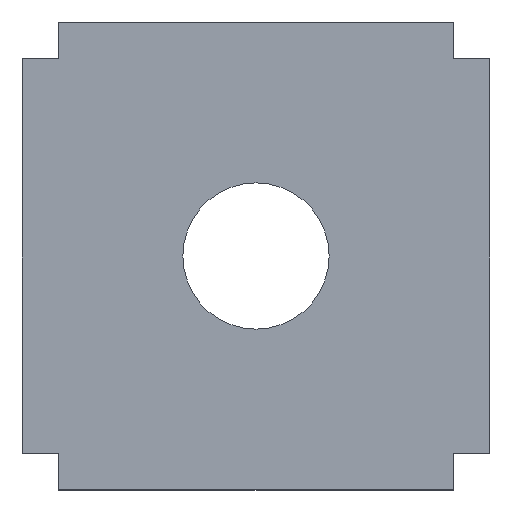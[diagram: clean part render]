
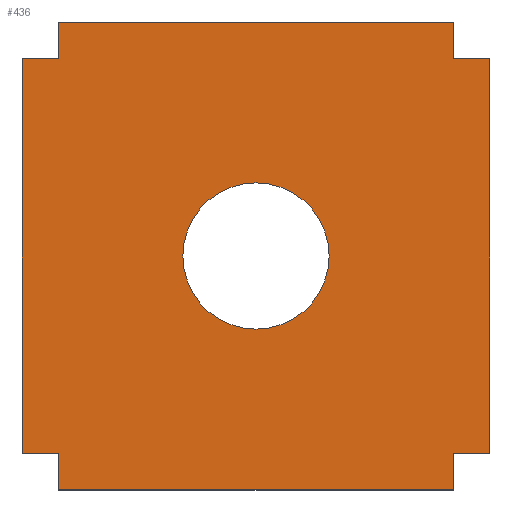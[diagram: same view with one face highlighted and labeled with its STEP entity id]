
A CAD part, top view. The second image highlights one B-rep face of the part: STEP entity #436.
In plain terms, the highlighted planar face has unit normal (0, 0, 1).
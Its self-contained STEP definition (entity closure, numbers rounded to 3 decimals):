
#7 = CARTESIAN_POINT ( 'NONE',  ( 40.5, -48., 1. ) ) ;
#11 = VERTEX_POINT ( 'NONE', #153 ) ;
#12 = EDGE_CURVE ( 'NONE', #237, #11, #448, .T. ) ;
#18 = CARTESIAN_POINT ( 'NONE',  ( 48., -40.5, 1. ) ) ;
#22 = LINE ( 'NONE', #472, #123 ) ;
#23 = ORIENTED_EDGE ( 'NONE', *, *, #314, .T. ) ;
#26 = DIRECTION ( 'NONE',  ( 1., 0., 0. ) ) ;
#28 = ORIENTED_EDGE ( 'NONE', *, *, #80, .T. ) ;
#35 = DIRECTION ( 'NONE',  ( -1., 0., 0. ) ) ;
#41 = ORIENTED_EDGE ( 'NONE', *, *, #239, .T. ) ;
#46 = AXIS2_PLACEMENT_3D ( 'NONE', #87, #568, #35 ) ;
#53 = EDGE_CURVE ( 'NONE', #98, #515, #114, .T. ) ;
#57 = LINE ( 'NONE', #128, #549 ) ;
#60 = DIRECTION ( 'NONE',  ( 1., 0., 0. ) ) ;
#61 = VERTEX_POINT ( 'NONE', #100 ) ;
#66 = ORIENTED_EDGE ( 'NONE', *, *, #536, .T. ) ;
#78 = VERTEX_POINT ( 'NONE', #325 ) ;
#79 = CARTESIAN_POINT ( 'NONE',  ( -40.5, 40.5, 1. ) ) ;
#80 = EDGE_CURVE ( 'NONE', #296, #198, #168, .T. ) ;
#87 = CARTESIAN_POINT ( 'NONE',  ( 0., 0., 1. ) ) ;
#89 = DIRECTION ( 'NONE',  ( 0., 1., 0. ) ) ;
#93 = ORIENTED_EDGE ( 'NONE', *, *, #269, .T. ) ;
#98 = VERTEX_POINT ( 'NONE', #319 ) ;
#100 = CARTESIAN_POINT ( 'NONE',  ( -48., -40.5, 1. ) ) ;
#110 = VECTOR ( 'NONE', #434, 1000. ) ;
#114 = LINE ( 'NONE', #7, #264 ) ;
#117 = LINE ( 'NONE', #341, #144 ) ;
#118 = ORIENTED_EDGE ( 'NONE', *, *, #562, .T. ) ;
#119 = ORIENTED_EDGE ( 'NONE', *, *, #442, .T. ) ;
#122 = LINE ( 'NONE', #227, #110 ) ;
#123 = VECTOR ( 'NONE', #216, 1000. ) ;
#127 = EDGE_CURVE ( 'NONE', #483, #61, #315, .T. ) ;
#128 = CARTESIAN_POINT ( 'NONE',  ( 40.5, 48., 1. ) ) ;
#130 = CARTESIAN_POINT ( 'NONE',  ( 0., 0., 1. ) ) ;
#144 = VECTOR ( 'NONE', #266, 1000. ) ;
#153 = CARTESIAN_POINT ( 'NONE',  ( 15., 0., 1. ) ) ;
#158 = ORIENTED_EDGE ( 'NONE', *, *, #53, .T. ) ;
#159 = DIRECTION ( 'NONE',  ( 1., 0., 0. ) ) ;
#168 = LINE ( 'NONE', #500, #255 ) ;
#178 = CARTESIAN_POINT ( 'NONE',  ( 40.5, -48., 1. ) ) ;
#185 = DIRECTION ( 'NONE',  ( -1., 0., 0. ) ) ;
#197 = DIRECTION ( 'NONE',  ( 0., -1., 0. ) ) ;
#198 = VERTEX_POINT ( 'NONE', #18 ) ;
#199 = ORIENTED_EDGE ( 'NONE', *, *, #127, .T. ) ;
#203 = ORIENTED_EDGE ( 'NONE', *, *, #544, .F. ) ;
#206 = CARTESIAN_POINT ( 'NONE',  ( -40.5, -40.5, 1. ) ) ;
#209 = CARTESIAN_POINT ( 'NONE',  ( -15., 0., 1. ) ) ;
#216 = DIRECTION ( 'NONE',  ( -1., 0., 0. ) ) ;
#218 = DIRECTION ( 'NONE',  ( -1., 0., 0. ) ) ;
#227 = CARTESIAN_POINT ( 'NONE',  ( 40.5, -40.5, 1. ) ) ;
#228 = CARTESIAN_POINT ( 'NONE',  ( 48., 40.5, 1. ) ) ;
#237 = VERTEX_POINT ( 'NONE', #209 ) ;
#239 = EDGE_CURVE ( 'NONE', #78, #98, #117, .T. ) ;
#249 = ORIENTED_EDGE ( 'NONE', *, *, #449, .T. ) ;
#252 = CARTESIAN_POINT ( 'NONE',  ( -48., 40.5, 1. ) ) ;
#254 = VECTOR ( 'NONE', #185, 1000. ) ;
#255 = VECTOR ( 'NONE', #159, 1000. ) ;
#257 = ORIENTED_EDGE ( 'NONE', *, *, #558, .T. ) ;
#264 = VECTOR ( 'NONE', #366, 1000. ) ;
#266 = DIRECTION ( 'NONE',  ( 0., -1., 0. ) ) ;
#269 = EDGE_CURVE ( 'NONE', #440, #573, #22, .T. ) ;
#271 = LINE ( 'NONE', #404, #254 ) ;
#276 = DIRECTION ( 'NONE',  ( 0., 0., 1. ) ) ;
#280 = ORIENTED_EDGE ( 'NONE', *, *, #12, .F. ) ;
#295 = FACE_OUTER_BOUND ( 'NONE', #557, .T. ) ;
#296 = VERTEX_POINT ( 'NONE', #351 ) ;
#308 = LINE ( 'NONE', #353, #329 ) ;
#314 = EDGE_CURVE ( 'NONE', #198, #546, #372, .T. ) ;
#315 = LINE ( 'NONE', #455, #343 ) ;
#319 = CARTESIAN_POINT ( 'NONE',  ( -40.5, -48., 1. ) ) ;
#325 = CARTESIAN_POINT ( 'NONE',  ( -40.5, -40.5, 1. ) ) ;
#329 = VECTOR ( 'NONE', #218, 1000. ) ;
#341 = CARTESIAN_POINT ( 'NONE',  ( -40.5, -48., 1. ) ) ;
#342 = FACE_BOUND ( 'NONE', #354, .T. ) ;
#343 = VECTOR ( 'NONE', #197, 1000. ) ;
#351 = CARTESIAN_POINT ( 'NONE',  ( 40.5, -40.5, 1. ) ) ;
#353 = CARTESIAN_POINT ( 'NONE',  ( -48., 40.5, 1. ) ) ;
#354 = EDGE_LOOP ( 'NONE', ( #203, #280 ) ) ;
#366 = DIRECTION ( 'NONE',  ( 1., 0., 0. ) ) ;
#372 = LINE ( 'NONE', #523, #475 ) ;
#382 = ORIENTED_EDGE ( 'NONE', *, *, #422, .T. ) ;
#386 = LINE ( 'NONE', #206, #424 ) ;
#395 = VERTEX_POINT ( 'NONE', #471 ) ;
#404 = CARTESIAN_POINT ( 'NONE',  ( 40.5, 40.5, 1. ) ) ;
#422 = EDGE_CURVE ( 'NONE', #573, #484, #473, .T. ) ;
#424 = VECTOR ( 'NONE', #26, 1000. ) ;
#427 = DIRECTION ( 'NONE',  ( 0., -1., 0. ) ) ;
#434 = DIRECTION ( 'NONE',  ( 0., 1., 0. ) ) ;
#436 = ADVANCED_FACE ( 'NONE', ( #342, #295 ), #478, .F. ) ;
#440 = VERTEX_POINT ( 'NONE', #522 ) ;
#441 = DIRECTION ( 'NONE',  ( 1., 0., 0. ) ) ;
#442 = EDGE_CURVE ( 'NONE', #395, #440, #57, .T. ) ;
#448 = CIRCLE ( 'NONE', #513, 15. ) ;
#449 = EDGE_CURVE ( 'NONE', #61, #78, #386, .T. ) ;
#455 = CARTESIAN_POINT ( 'NONE',  ( -48., -40.5, 1. ) ) ;
#471 = CARTESIAN_POINT ( 'NONE',  ( 40.5, 40.5, 1. ) ) ;
#472 = CARTESIAN_POINT ( 'NONE',  ( -40.5, 48., 1. ) ) ;
#473 = LINE ( 'NONE', #563, #509 ) ;
#475 = VECTOR ( 'NONE', #89, 1000. ) ;
#478 = PLANE ( 'NONE',  #46 ) ;
#483 = VERTEX_POINT ( 'NONE', #252 ) ;
#484 = VERTEX_POINT ( 'NONE', #79 ) ;
#487 = DIRECTION ( 'NONE',  ( 0., 0., 1. ) ) ;
#494 = CARTESIAN_POINT ( 'NONE',  ( 0., 0., 1. ) ) ;
#499 = AXIS2_PLACEMENT_3D ( 'NONE', #130, #487, #441 ) ;
#500 = CARTESIAN_POINT ( 'NONE',  ( 48., -40.5, 1. ) ) ;
#509 = VECTOR ( 'NONE', #427, 1000. ) ;
#513 = AXIS2_PLACEMENT_3D ( 'NONE', #494, #276, #60 ) ;
#515 = VERTEX_POINT ( 'NONE', #178 ) ;
#522 = CARTESIAN_POINT ( 'NONE',  ( 40.5, 48., 1. ) ) ;
#523 = CARTESIAN_POINT ( 'NONE',  ( 48., 40.5, 1. ) ) ;
#534 = CARTESIAN_POINT ( 'NONE',  ( -40.5, 48., 1. ) ) ;
#536 = EDGE_CURVE ( 'NONE', #515, #296, #122, .T. ) ;
#544 = EDGE_CURVE ( 'NONE', #11, #237, #564, .T. ) ;
#546 = VERTEX_POINT ( 'NONE', #228 ) ;
#549 = VECTOR ( 'NONE', #567, 1000. ) ;
#557 = EDGE_LOOP ( 'NONE', ( #199, #249, #41, #158, #66, #28, #23, #257, #119, #93, #382, #118 ) ) ;
#558 = EDGE_CURVE ( 'NONE', #546, #395, #271, .T. ) ;
#562 = EDGE_CURVE ( 'NONE', #484, #483, #308, .T. ) ;
#563 = CARTESIAN_POINT ( 'NONE',  ( -40.5, 40.5, 1. ) ) ;
#564 = CIRCLE ( 'NONE', #499, 15. ) ;
#567 = DIRECTION ( 'NONE',  ( 0., 1., 0. ) ) ;
#568 = DIRECTION ( 'NONE',  ( 0., 0., -1. ) ) ;
#573 = VERTEX_POINT ( 'NONE', #534 ) ;
